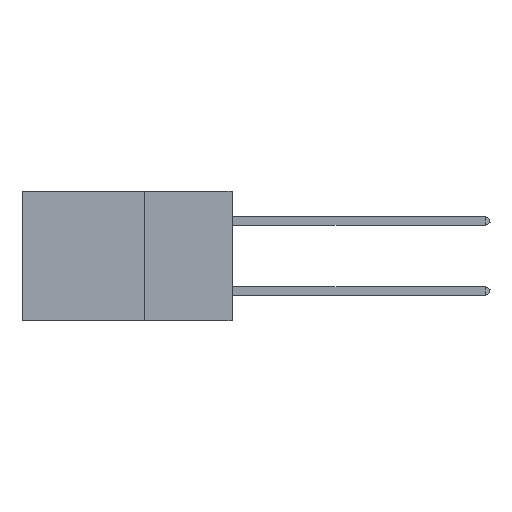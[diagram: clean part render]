
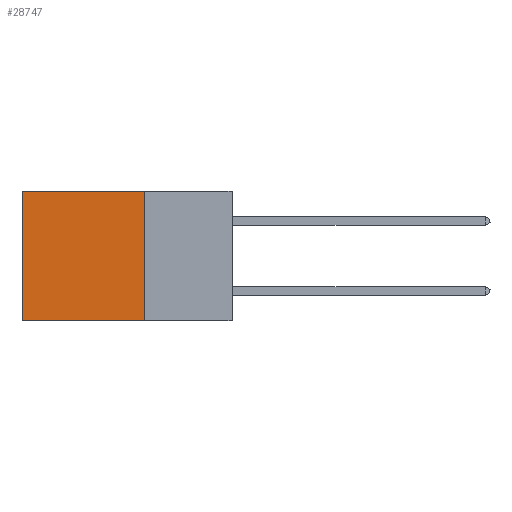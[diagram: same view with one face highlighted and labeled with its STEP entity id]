
A CAD part, left-side view. The second image highlights one B-rep face of the part: STEP entity #28747.
In plain terms, the highlighted planar face has unit normal (-1, 0, 0).
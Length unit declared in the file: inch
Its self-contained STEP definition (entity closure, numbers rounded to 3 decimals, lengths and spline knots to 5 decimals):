
#3649 = DIRECTION ( 'NONE',  ( 1., 0., 0. ) ) ;
#3652 = VERTEX_POINT ( 'NONE', #31667 ) ;
#6086 = CARTESIAN_POINT ( 'NONE',  ( 0.2875, 0.25, -0.37 ) ) ;
#6360 = ORIENTED_EDGE ( 'NONE', *, *, #25693, .T. ) ;
#7722 = CARTESIAN_POINT ( 'NONE',  ( 0.2875, 0.6, 0. ) ) ;
#11696 = DIRECTION ( 'NONE',  ( 0., 1., 0. ) ) ;
#11733 = ORIENTED_EDGE ( 'NONE', *, *, #22499, .F. ) ;
#12813 = CARTESIAN_POINT ( 'NONE',  ( 0.2875, 0.25, 0. ) ) ;
#13338 = VERTEX_POINT ( 'NONE', #7722 ) ;
#13899 = FACE_OUTER_BOUND ( 'NONE', #35918, .T. ) ;
#15457 = VECTOR ( 'NONE', #34167, 39.37008 ) ;
#15713 = DIRECTION ( 'NONE',  ( 0., 1., 0. ) ) ;
#15883 = DIRECTION ( 'NONE',  ( 0., 0., -1. ) ) ;
#16668 = VECTOR ( 'NONE', #15713, 39.37008 ) ;
#18187 = VECTOR ( 'NONE', #11696, 39.37008 ) ;
#18566 = AXIS2_PLACEMENT_3D ( 'NONE', #34650, #3649, #23713 ) ;
#19934 = LINE ( 'NONE', #25749, #18187 ) ;
#20968 = PLANE ( 'NONE',  #18566 ) ;
#21588 = VERTEX_POINT ( 'NONE', #29500 ) ;
#21959 = VECTOR ( 'NONE', #15883, 39.37008 ) ;
#22499 = EDGE_CURVE ( 'NONE', #25705, #3652, #19934, .T. ) ;
#23713 = DIRECTION ( 'NONE',  ( 0., 0., -1. ) ) ;
#24624 = LINE ( 'NONE', #31366, #15457 ) ;
#25693 = EDGE_CURVE ( 'NONE', #13338, #3652, #24624, .T. ) ;
#25705 = VERTEX_POINT ( 'NONE', #6086 ) ;
#25749 = CARTESIAN_POINT ( 'NONE',  ( 0.2875, 0.25, -0.37 ) ) ;
#27048 = EDGE_CURVE ( 'NONE', #21588, #25705, #29228, .T. ) ;
#27573 = EDGE_CURVE ( 'NONE', #21588, #13338, #31308, .T. ) ;
#28512 = ORIENTED_EDGE ( 'NONE', *, *, #27048, .F. ) ;
#28747 = ADVANCED_FACE ( 'NONE', ( #13899 ), #20968, .F. ) ;
#29228 = LINE ( 'NONE', #35254, #21959 ) ;
#29500 = CARTESIAN_POINT ( 'NONE',  ( 0.2875, 0.25, 0. ) ) ;
#31308 = LINE ( 'NONE', #12813, #16668 ) ;
#31366 = CARTESIAN_POINT ( 'NONE',  ( 0.2875, 0.6, 0. ) ) ;
#31667 = CARTESIAN_POINT ( 'NONE',  ( 0.2875, 0.6, -0.37 ) ) ;
#33550 = ORIENTED_EDGE ( 'NONE', *, *, #27573, .T. ) ;
#34167 = DIRECTION ( 'NONE',  ( 0., 0., -1. ) ) ;
#34650 = CARTESIAN_POINT ( 'NONE',  ( 0.2875, 0.25, 0. ) ) ;
#35254 = CARTESIAN_POINT ( 'NONE',  ( 0.2875, 0.25, 0. ) ) ;
#35918 = EDGE_LOOP ( 'NONE', ( #6360, #11733, #28512, #33550 ) ) ;
